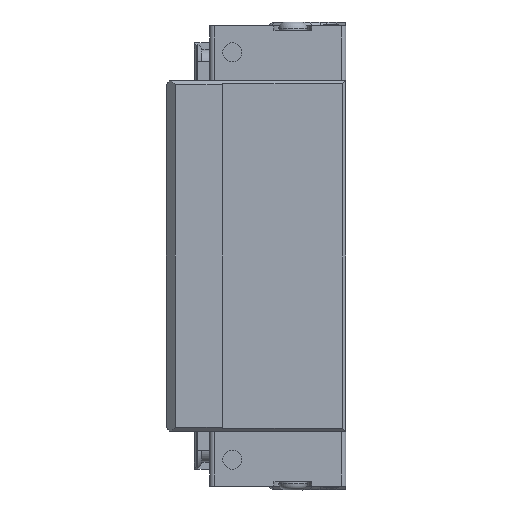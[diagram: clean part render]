
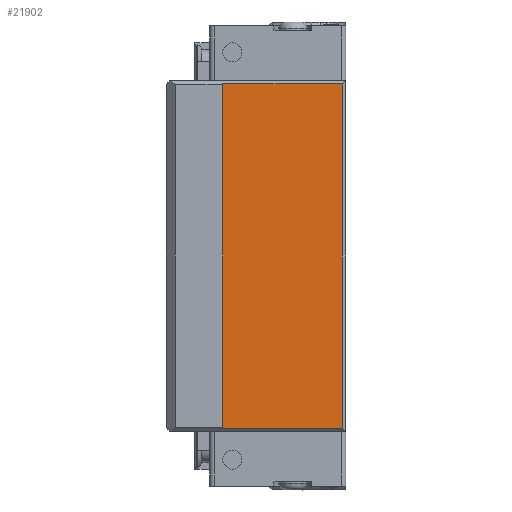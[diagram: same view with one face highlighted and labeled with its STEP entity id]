
A CAD part, left-side view. The second image highlights one B-rep face of the part: STEP entity #21902.
In plain terms, the highlighted planar face has unit normal (-1, 0, 0).
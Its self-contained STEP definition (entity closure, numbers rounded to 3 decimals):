
#2202=LINE('',#34765,#4584);
#2216=LINE('',#34793,#4598);
#2217=LINE('',#34795,#4599);
#2218=LINE('',#34796,#4600);
#4584=VECTOR('',#28566,90.8);
#4598=VECTOR('',#28596,31.5);
#4599=VECTOR('',#28597,31.5);
#4600=VECTOR('',#28598,90.8);
#6213=FACE_OUTER_BOUND('',#7458,.T.);
#7458=EDGE_LOOP('',(#17926,#17927,#17928,#17929));
#9874=VERTEX_POINT('',#34762);
#9875=VERTEX_POINT('',#34764);
#9881=VERTEX_POINT('',#34792);
#9882=VERTEX_POINT('',#34794);
#12622=EDGE_CURVE('',#9874,#9875,#2202,.T.);
#12638=EDGE_CURVE('',#9875,#9881,#2216,.T.);
#12639=EDGE_CURVE('',#9882,#9874,#2217,.T.);
#12640=EDGE_CURVE('',#9881,#9882,#2218,.T.);
#17926=ORIENTED_EDGE('',*,*,#12638,.F.);
#17927=ORIENTED_EDGE('',*,*,#12622,.F.);
#17928=ORIENTED_EDGE('',*,*,#12639,.F.);
#17929=ORIENTED_EDGE('',*,*,#12640,.F.);
#19640=PLANE('',#23497);
#21902=ADVANCED_FACE('',(#6213),#19640,.F.);
#23497=AXIS2_PLACEMENT_3D('',#34791,#28594,#28595);
#28566=DIRECTION('',(0.,0.,1.));
#28594=DIRECTION('center_axis',(1.,0.,0.));
#28595=DIRECTION('ref_axis',(0.,0.,-1.));
#28596=DIRECTION('',(0.,-1.,0.));
#28597=DIRECTION('',(0.,1.,0.));
#28598=DIRECTION('',(0.,0.,-1.));
#34762=CARTESIAN_POINT('',(-34.85,18.5,-45.4));
#34764=CARTESIAN_POINT('',(-34.85,18.5,45.4));
#34765=CARTESIAN_POINT('',(-34.85,18.5,-45.4));
#34791=CARTESIAN_POINT('Origin',(-34.85,-14.,46.25));
#34792=CARTESIAN_POINT('',(-34.85,-13.,45.4));
#34793=CARTESIAN_POINT('',(-34.85,18.5,45.4));
#34794=CARTESIAN_POINT('',(-34.85,-13.,-45.4));
#34795=CARTESIAN_POINT('',(-34.85,-13.,-45.4));
#34796=CARTESIAN_POINT('',(-34.85,-13.,45.4));
